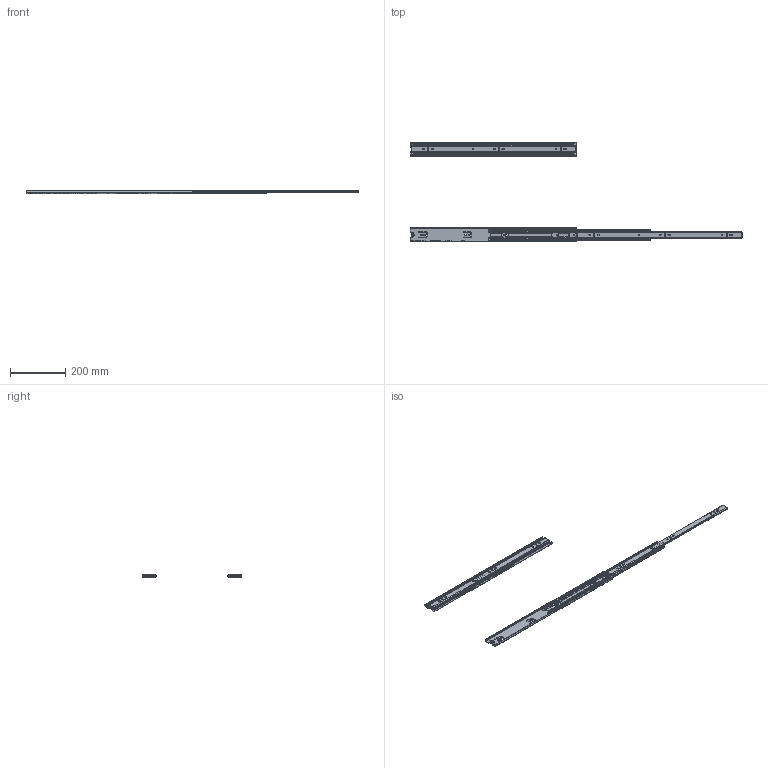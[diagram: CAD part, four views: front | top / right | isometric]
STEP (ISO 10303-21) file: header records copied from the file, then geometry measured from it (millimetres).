
FILE_DESCRIPTION(/* description */ (''),/* implementation_level */ '2;1');
FILE_NAME(/* name */ 'DZ3932-0060.stp',/* time_stamp */ '2021-12-03T12:47:13+00:00',/* author */ ('kchown'),/* organization */ (''),/* preprocessor_version */ 'ST-DEVELOPER v18',/* originating_system */ 'Autodesk Inventor 2020',/* authorisation */ '');
FILE_SCHEMA (('AUTOMOTIVE_DESIGN { 1 0 10303 214 3 1 1 }'));
Products named in the file (35): Accuride_3932-24; Accuride_3932-24_1; Accuride_3932-24_1_1; Accuride_3932-24_2; Accuride_3932-24_3; Accuride_3932-24_4; Accuride_3932-24_5; Accuride_3932-24_6; Accuride_3932-24_7; Accuride_3932-24_8; Accuride_3932-24_9; Accuride_3932-24_10; Accuride_3932-24_11; Accuride_3932-24_12; Accuride_3932-24_13; Accuride_3932-24_14; Accuride_3932-24_15; Accuride_3932-24_16; Accuride_3932-24_17; Accuride_3932-24_18; Accuride_3932-24_19; Accuride_3932-24_20; Accuride_3932-24_21; Accuride_3932-24_22; Accuride_3932-24_23; Accuride_3932-24_24; Accuride_3932-24_25; Accuride_3932-24_26; Accuride_3932-24_27; Accuride_3932-24_28; Accuride_3932-24_29; Accuride_3932-24_30; Accuride_3932-24_31; Accuride_3932-24_32; Accuride_3932-24_33
Assembly tree (34 placements, depth 2):
  Accuride_3932-24
    Accuride_3932-24_1
    Accuride_3932-24_1_1
    Accuride_3932-24_2
    Accuride_3932-24_3
    Accuride_3932-24_4
    Accuride_3932-24_5
    Accuride_3932-24_6
    Accuride_3932-24_7
    Accuride_3932-24_8
    Accuride_3932-24_9
    Accuride_3932-24_10
    Accuride_3932-24_11
    Accuride_3932-24_12
    Accuride_3932-24_13
    Accuride_3932-24_14
    Accuride_3932-24_15
    Accuride_3932-24_16
    Accuride_3932-24_17
    Accuride_3932-24_18
    Accuride_3932-24_19
    Accuride_3932-24_20
    Accuride_3932-24_21
    Accuride_3932-24_22
    Accuride_3932-24_23
    Accuride_3932-24_24
    Accuride_3932-24_25
    Accuride_3932-24_26
    Accuride_3932-24_27
    Accuride_3932-24_28
    Accuride_3932-24_29
    Accuride_3932-24_30
    Accuride_3932-24_31
    Accuride_3932-24_32
    Accuride_3932-24_33
Bounding box: 1199.99 x 361.26 x 12.61 mm (x, y, z)
Volume: 359111.5 mm3; surface area: 490654 mm2
Topology: 34 solids, 34 shells, 1922 faces, 6614 edges, 4406 vertices
Faces by surface type: cylinder 986, plane 830, bspline 102, sphere 4
Full cylindrical faces by diameter (mm): 4.2 x4, 4.4 x6, 4.5 x4, 5.6 x88, 5.7 x4, 6.2 x12, 8.5 x2
Entity records: 116012 total; most frequent: CARTESIAN_POINT 56534, ORIENTED_EDGE 13228, DIRECTION 11514, EDGE_CURVE 6614, VERTEX_POINT 4406, AXIS2_PLACEMENT_3D 3955, LINE 3604, VECTOR 3604
